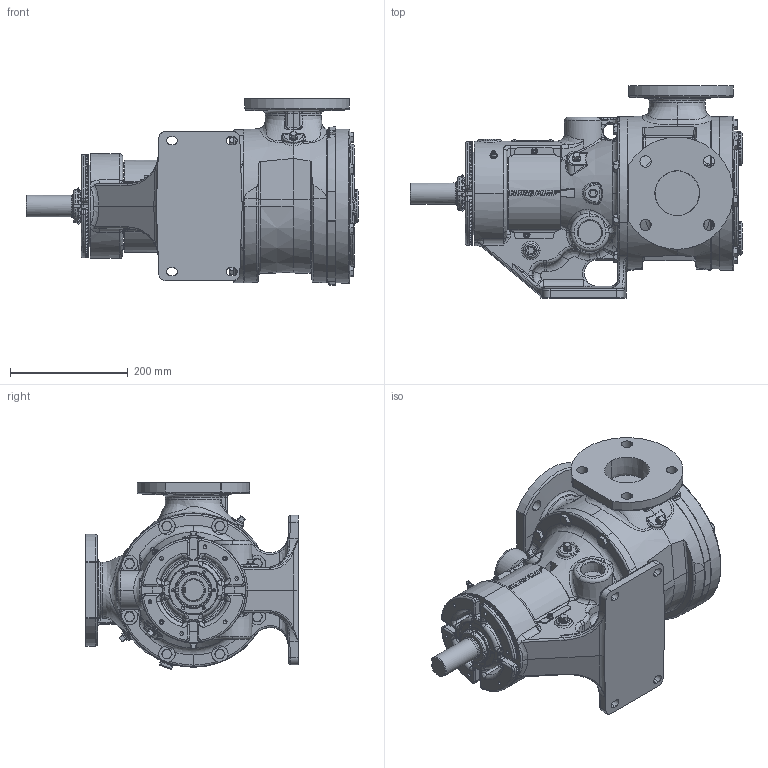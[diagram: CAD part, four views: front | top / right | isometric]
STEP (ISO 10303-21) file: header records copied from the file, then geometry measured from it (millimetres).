
FILE_DESCRIPTION (( 'STEP AP214' ), '1' );
FILE_NAME ('LV-4763.step', '2025-12-05T03:55:44', ( '' ), ( '' ), 'SwSTEP 2.0', 'SolidWorks 2024', '' );
FILE_SCHEMA (( 'AUTOMOTIVE_DESIGN' ));
Products named in the file (1): LV-4763
Bounding box: 563.8 x 360.43 x 317.23 mm (x, y, z)
Volume: 17556592.5 mm3; surface area: 887023.9 mm2
Topology: 1 solids, 1 shells, 4072 faces, 10477 edges, 6531 vertices
Faces by surface type: plane 1338, bspline 1175, cylinder 777, cone 605, torus 116, sphere 61
Full cylindrical faces by diameter (mm): 39.986 x1
Entity records: 196684 total; most frequent: CARTESIAN_POINT 107554, ORIENTED_EDGE 20772, DIRECTION 15274, EDGE_CURVE 10386, VERTEX_POINT 6526, AXIS2_PLACEMENT_3D 5655, EDGE_LOOP 4320, ADVANCED_FACE 4072
